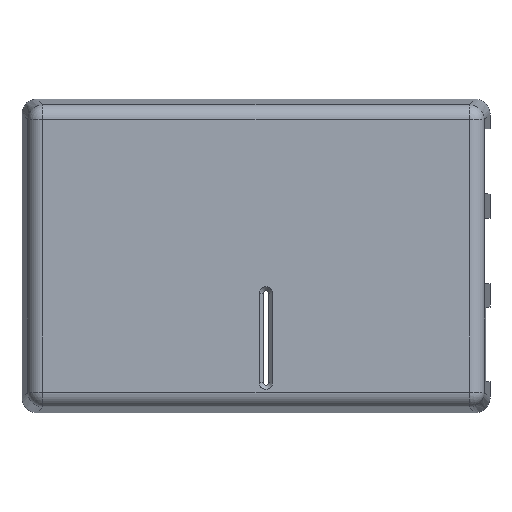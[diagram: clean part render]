
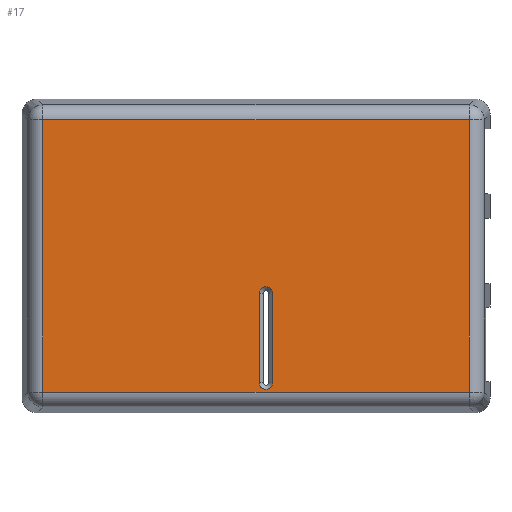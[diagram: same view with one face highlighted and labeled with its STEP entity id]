
A CAD part, top view. The second image highlights one B-rep face of the part: STEP entity #17.
In plain terms, the highlighted planar face has unit normal (0, 0, 1).
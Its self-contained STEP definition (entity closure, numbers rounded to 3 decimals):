
#17 = ADVANCED_FACE('',(#18,#54),#96,.F.);
#18 = FACE_BOUND('',#19,.F.);
#19 = EDGE_LOOP('',(#20,#31,#39,#48));
#20 = ORIENTED_EDGE('',*,*,#21,.F.);
#21 = EDGE_CURVE('',#22,#24,#26,.T.);
#22 = VERTEX_POINT('',#23);
#23 = CARTESIAN_POINT('',(3.3,-25.5,12.));
#24 = VERTEX_POINT('',#25);
#25 = CARTESIAN_POINT('',(0.7,-25.5,12.));
#26 = CIRCLE('',#27,1.3);
#27 = AXIS2_PLACEMENT_3D('',#28,#29,#30);
#28 = CARTESIAN_POINT('',(2.,-25.5,12.));
#29 = DIRECTION('',(0.,0.,-1.));
#30 = DIRECTION('',(1.,0.,0.));
#31 = ORIENTED_EDGE('',*,*,#32,.F.);
#32 = EDGE_CURVE('',#33,#22,#35,.T.);
#33 = VERTEX_POINT('',#34);
#34 = CARTESIAN_POINT('',(3.3,-7.5,12.));
#35 = LINE('',#36,#37);
#36 = CARTESIAN_POINT('',(3.3,-7.5,12.));
#37 = VECTOR('',#38,1.);
#38 = DIRECTION('',(-0.,-1.,-0.));
#39 = ORIENTED_EDGE('',*,*,#40,.F.);
#40 = EDGE_CURVE('',#41,#33,#43,.T.);
#41 = VERTEX_POINT('',#42);
#42 = CARTESIAN_POINT('',(0.7,-7.5,12.));
#43 = CIRCLE('',#44,1.3);
#44 = AXIS2_PLACEMENT_3D('',#45,#46,#47);
#45 = CARTESIAN_POINT('',(2.,-7.5,12.));
#46 = DIRECTION('',(0.,0.,-1.));
#47 = DIRECTION('',(-1.,0.,0.));
#48 = ORIENTED_EDGE('',*,*,#49,.F.);
#49 = EDGE_CURVE('',#24,#41,#50,.T.);
#50 = LINE('',#51,#52);
#51 = CARTESIAN_POINT('',(0.7,-25.5,12.));
#52 = VECTOR('',#53,1.);
#53 = DIRECTION('',(0.,1.,0.));
#54 = FACE_BOUND('',#55,.F.);
#55 = EDGE_LOOP('',(#56,#68,#78,#88));
#56 = ORIENTED_EDGE('',*,*,#57,.T.);
#57 = EDGE_CURVE('',#58,#60,#62,.T.);
#58 = VERTEX_POINT('',#59);
#59 = CARTESIAN_POINT('',(-42.852,27.352,12.));
#60 = VERTEX_POINT('',#61);
#61 = CARTESIAN_POINT('',(42.852,27.352,12.));
#62 = B_SPLINE_CURVE_WITH_KNOTS('',2,(#63,#64,#65,#66,#67),
  .UNSPECIFIED.,.F.,.F.,(3,1,1,3),(-3.67,-0.328,
    91.328,94.67),.UNSPECIFIED.);
#63 = CARTESIAN_POINT('',(-49.17,27.352,12.));
#64 = CARTESIAN_POINT('',(-47.499,27.352,12.));
#65 = CARTESIAN_POINT('',(0.,27.352,12.));
#66 = CARTESIAN_POINT('',(47.499,27.352,12.));
#67 = CARTESIAN_POINT('',(49.17,27.352,12.));
#68 = ORIENTED_EDGE('',*,*,#69,.T.);
#69 = EDGE_CURVE('',#60,#70,#72,.T.);
#70 = VERTEX_POINT('',#71);
#71 = CARTESIAN_POINT('',(42.852,-27.352,12.));
#72 = B_SPLINE_CURVE_WITH_KNOTS('',2,(#73,#74,#75,#76,#77),
  .UNSPECIFIED.,.F.,.F.,(3,1,1,3),(-2.532,-0.328,
    60.328,62.532),.UNSPECIFIED.);
#73 = CARTESIAN_POINT('',(42.852,32.532,12.));
#74 = CARTESIAN_POINT('',(42.852,31.43,12.));
#75 = CARTESIAN_POINT('',(42.852,0.,12.));
#76 = CARTESIAN_POINT('',(42.852,-31.43,12.));
#77 = CARTESIAN_POINT('',(42.852,-32.532,12.));
#78 = ORIENTED_EDGE('',*,*,#79,.T.);
#79 = EDGE_CURVE('',#70,#80,#82,.T.);
#80 = VERTEX_POINT('',#81);
#81 = CARTESIAN_POINT('',(-42.852,-27.352,12.));
#82 = B_SPLINE_CURVE_WITH_KNOTS('',2,(#83,#84,#85,#86,#87),
  .UNSPECIFIED.,.F.,.F.,(3,1,1,3),(-3.67,-0.328,
    91.328,94.67),.UNSPECIFIED.);
#83 = CARTESIAN_POINT('',(49.17,-27.352,12.));
#84 = CARTESIAN_POINT('',(47.499,-27.352,12.));
#85 = CARTESIAN_POINT('',(0.,-27.352,12.));
#86 = CARTESIAN_POINT('',(-47.499,-27.352,12.));
#87 = CARTESIAN_POINT('',(-49.17,-27.352,12.));
#88 = ORIENTED_EDGE('',*,*,#89,.T.);
#89 = EDGE_CURVE('',#80,#58,#90,.T.);
#90 = B_SPLINE_CURVE_WITH_KNOTS('',2,(#91,#92,#93,#94,#95),
  .UNSPECIFIED.,.F.,.F.,(3,1,1,3),(-2.532,-0.328,
    60.328,62.532),.UNSPECIFIED.);
#91 = CARTESIAN_POINT('',(-42.852,-32.532,12.));
#92 = CARTESIAN_POINT('',(-42.852,-31.43,12.));
#93 = CARTESIAN_POINT('',(-42.852,0.,12.));
#94 = CARTESIAN_POINT('',(-42.852,31.43,12.));
#95 = CARTESIAN_POINT('',(-42.852,32.532,12.));
#96 = PLANE('',#97);
#97 = AXIS2_PLACEMENT_3D('',#98,#99,#100);
#98 = CARTESIAN_POINT('',(0.,0.,12.));
#99 = DIRECTION('',(-0.,-0.,-1.));
#100 = DIRECTION('',(-1.,0.,0.));
